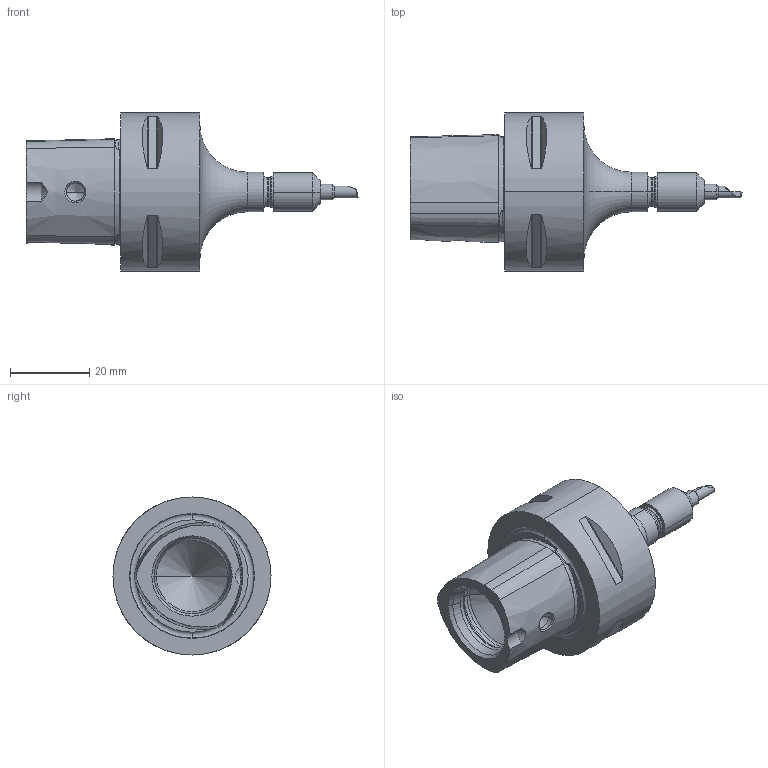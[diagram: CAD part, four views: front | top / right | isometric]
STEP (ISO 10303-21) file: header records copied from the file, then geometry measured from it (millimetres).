
FILE_DESCRIPTION (( 'STEP AP214' ), '1' );
FILE_NAME ('MBM-25 PSC40_SDA4.STEP', '2016-03-16T13:26:18', ( '' ), ( '' ), 'SwSTEP 2.0', 'SolidWorks 2015', '' );
FILE_SCHEMA (( 'AUTOMOTIVE_DESIGN' ));
Length unit declared in the file: millimetre
Products named in the file (1): MBM-25 PSC40_SDA4
Bounding box: 84 x 40 x 40 mm (x, y, z)
Volume: 38455.6 mm3; surface area: 8674.3 mm2
Topology: 1 solids, 1 shells, 137 faces, 317 edges, 189 vertices
Faces by surface type: cone 41, torus 35, cylinder 31, plane 28, bspline 2
Entity records: 6317 total; most frequent: CARTESIAN_POINT 3036, DIRECTION 668, ORIENTED_EDGE 626, EDGE_CURVE 313, AXIS2_PLACEMENT_3D 291, VERTEX_POINT 189, CIRCLE 155, EDGE_LOOP 148
